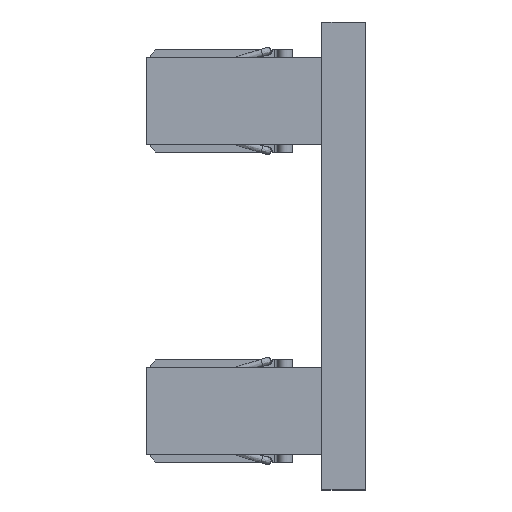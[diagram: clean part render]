
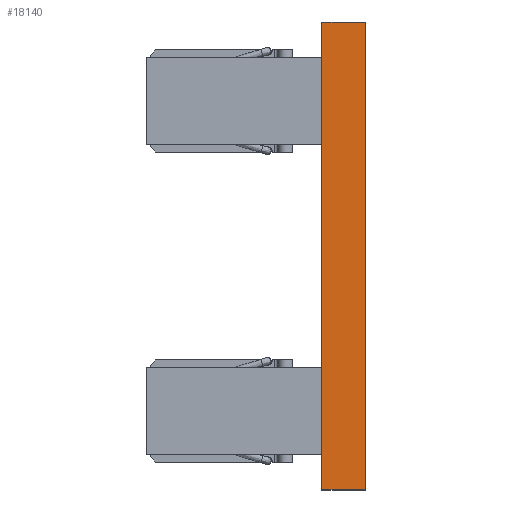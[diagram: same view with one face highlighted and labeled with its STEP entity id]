
A CAD part, left-side view. The second image highlights one B-rep face of the part: STEP entity #18140.
In plain terms, the highlighted planar face has unit normal (-1, 0, 0).
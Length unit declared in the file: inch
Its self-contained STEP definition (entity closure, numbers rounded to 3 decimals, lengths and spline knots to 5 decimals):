
#5176 = DIRECTION ( 'NONE',  ( 0., 0., -1. ) ) ;
#5760 = DIRECTION ( 'NONE',  ( 0., -1., 0. ) ) ;
#8012 = DIRECTION ( 'NONE',  ( 0., -1., 0. ) ) ;
#11339 = PLANE ( 'NONE',  #79772 ) ;
#18140 = ADVANCED_FACE ( 'NONE', ( #51001 ), #11339, .F. ) ;
#19637 = CARTESIAN_POINT ( 'NONE',  ( -5.875, 0.75, 4. ) ) ;
#20213 = LINE ( 'NONE', #46351, #54240 ) ;
#20282 = VECTOR ( 'NONE', #69019, 39.37008 ) ;
#21206 = ORIENTED_EDGE ( 'NONE', *, *, #33727, .T. ) ;
#31296 = CARTESIAN_POINT ( 'NONE',  ( -5.875, 0.75, 4. ) ) ;
#33420 = EDGE_LOOP ( 'NONE', ( #21206, #34965, #73064, #75872 ) ) ;
#33727 = EDGE_CURVE ( 'NONE', #66507, #60472, #37331, .T. ) ;
#34273 = LINE ( 'NONE', #19637, #51214 ) ;
#34478 = CARTESIAN_POINT ( 'NONE',  ( -5.875, 0., 4. ) ) ;
#34965 = ORIENTED_EDGE ( 'NONE', *, *, #73301, .F. ) ;
#37331 = LINE ( 'NONE', #49678, #20282 ) ;
#39234 = VERTEX_POINT ( 'NONE', #53331 ) ;
#40973 = VECTOR ( 'NONE', #5760, 39.37008 ) ;
#43640 = DIRECTION ( 'NONE',  ( 1., 0., 0. ) ) ;
#46351 = CARTESIAN_POINT ( 'NONE',  ( -5.875, 0.75, -4. ) ) ;
#47261 = CARTESIAN_POINT ( 'NONE',  ( -5.875, 0.75, 4. ) ) ;
#49678 = CARTESIAN_POINT ( 'NONE',  ( -5.875, 0., 4. ) ) ;
#51001 = FACE_OUTER_BOUND ( 'NONE', #33420, .T. ) ;
#51214 = VECTOR ( 'NONE', #51217, 39.37008 ) ;
#51217 = DIRECTION ( 'NONE',  ( 0., 0., 1. ) ) ;
#53331 = CARTESIAN_POINT ( 'NONE',  ( -5.875, 0.75, -4. ) ) ;
#54240 = VECTOR ( 'NONE', #8012, 39.37008 ) ;
#57377 = EDGE_CURVE ( 'NONE', #39234, #66507, #20213, .T. ) ;
#57960 = LINE ( 'NONE', #31296, #40973 ) ;
#58568 = VERTEX_POINT ( 'NONE', #47261 ) ;
#59646 = EDGE_CURVE ( 'NONE', #39234, #58568, #34273, .T. ) ;
#60472 = VERTEX_POINT ( 'NONE', #34478 ) ;
#66507 = VERTEX_POINT ( 'NONE', #77813 ) ;
#69019 = DIRECTION ( 'NONE',  ( 0., 0., 1. ) ) ;
#73064 = ORIENTED_EDGE ( 'NONE', *, *, #59646, .F. ) ;
#73301 = EDGE_CURVE ( 'NONE', #58568, #60472, #57960, .T. ) ;
#75872 = ORIENTED_EDGE ( 'NONE', *, *, #57377, .T. ) ;
#77813 = CARTESIAN_POINT ( 'NONE',  ( -5.875, 0., -4. ) ) ;
#79772 = AXIS2_PLACEMENT_3D ( 'NONE', #81807, #43640, #5176 ) ;
#81807 = CARTESIAN_POINT ( 'NONE',  ( -5.875, 0.75, 4. ) ) ;
